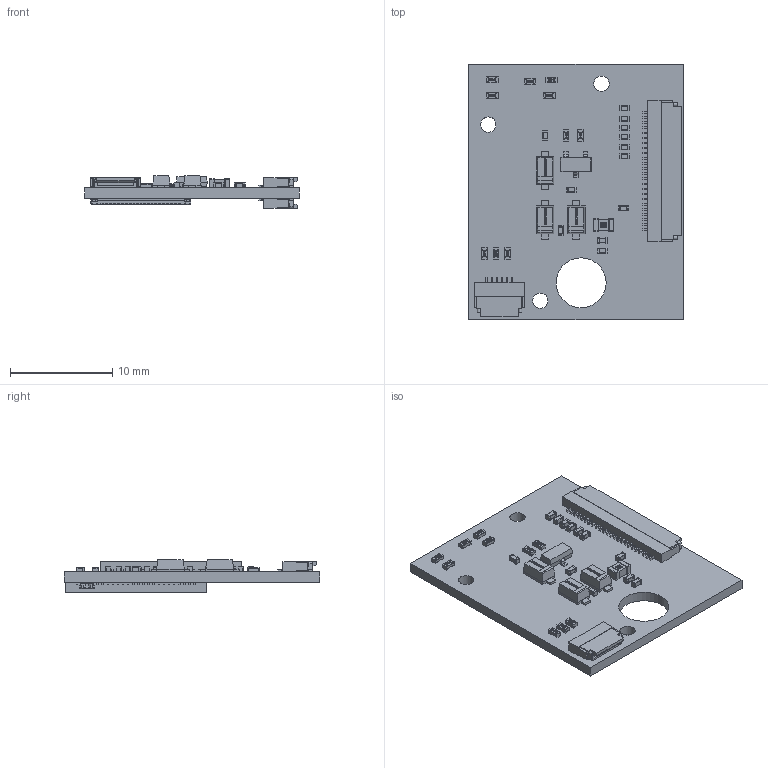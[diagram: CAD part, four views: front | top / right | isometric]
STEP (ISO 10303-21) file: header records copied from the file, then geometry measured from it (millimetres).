
FILE_DESCRIPTION(('Open CASCADE Model'),'2;1');
FILE_NAME('Open CASCADE Shape Model','2021-03-19T13:58:55',('Author'),( 'Open CASCADE'),'Open CASCADE STEP processor 6.8','Open CASCADE 6.8' ,'Unknown');
FILE_SCHEMA(('AUTOMOTIVE_DESIGN { 1 0 10303 214 1 1 1 1 }'));
Length unit declared in the file: millimetre
Products named in the file (46): PCB; Board; Open CASCADE STEP translator 6.8 7.1.1; C4; C0402; C9; C8; C7; C5; C10; C3; C2; C1; C12; C13; C11; R1; RES_1005-0402; R2; R6; R7; R4; R3; R5; R9; R8; R10; Q1; SOT-23; J4; 0510-npwb_06p; Open CASCADE STEP translator 6.8 7.25.1.1; Open CASCADE STEP translator 6.8 7.25.1.2; J1; axe640124; C6; C0805; D1; SOD-123F; D3 ...
Assembly tree (68 placements, depth 4):
  PCB
    Board
      Open CASCADE STEP translator 6.8 7.1.1
    C4
      C0402
    C9
      C0402
    C8
      C0402
    C7
      C0402
    C5
      C0402
    C10
      C0402
    C3
      C0402
    C2
      C0402
    C1
      C0402
    C12
      C0402
    C13
      C0402
    C11
      C0402
    R1
      RES_1005-0402
    R2
      RES_1005-0402
    R6
      RES_1005-0402
    R7
      RES_1005-0402
    R4
      RES_1005-0402
    R3
      RES_1005-0402
    R5
      RES_1005-0402
    R9
      RES_1005-0402
    R8
      RES_1005-0402
    R10
      RES_1005-0402
    Q1
      SOT-23
    J4
      0510-npwb_06p
        Open CASCADE STEP translator 6.8 7.25.1.1
        Open CASCADE STEP translator 6.8 7.25.1.2
    J1
      axe640124
    C6
      C0805
    D1
      SOD-123F
    D3
Bounding box: 21 x 25 x 3.22 mm (x, y, z)
Volume: 600.9 mm3; surface area: 1847.7 mm2
Topology: 68 solids, 71 shells, 3777 faces, 9770 edges, 6432 vertices
Faces by surface type: plane 2264, cylinder 698, bspline 591, sphere 216, cone 4, torus 4
Full cylindrical faces by diameter (mm): 1.5 x3, 4.9 x1
Entity records: 59388 total; most frequent: CARTESIAN_POINT 14666, ORIENTED_EDGE 8724, DIRECTION 7934, EDGE_CURVE 4364, LINE 3498, VECTOR 3498, VERTEX_POINT 2828, AXIS2_PLACEMENT_3D 2218
